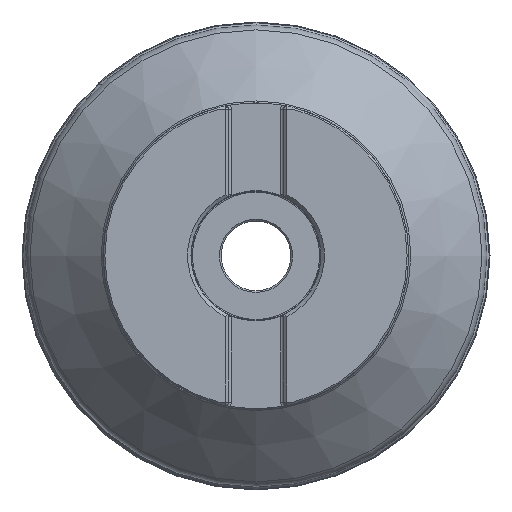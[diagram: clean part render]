
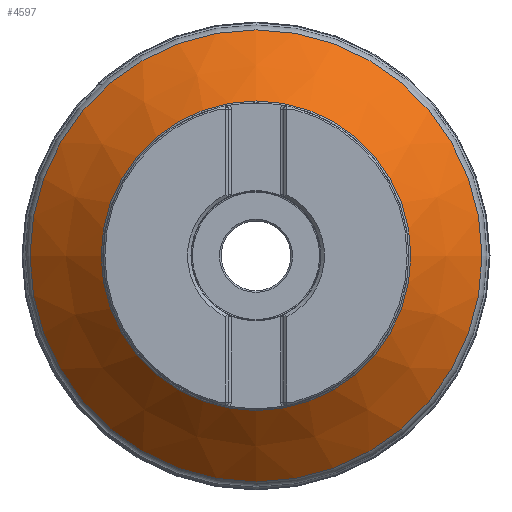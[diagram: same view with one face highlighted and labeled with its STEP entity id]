
A CAD part, top view. The second image highlights one B-rep face of the part: STEP entity #4597.
In plain terms, the highlighted conical face has half-angle 45 degrees and reference radius 45 mm.
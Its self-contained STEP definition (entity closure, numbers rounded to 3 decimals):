
#4519=CONICAL_SURFACE('',#27116,45.,45.);
#4597=ADVANCED_FACE('',(#8506,#8507),#4519,.T.);
#8506=FACE_BOUND('',#8765,.T.);
#8507=FACE_BOUND('',#8766,.T.);
#8765=EDGE_LOOP('',(#10693));
#8766=EDGE_LOOP('',(#10694));
#10693=ORIENTED_EDGE('',*,*,#20922,.T.);
#10694=ORIENTED_EDGE('',*,*,#20921,.T.);
#18561=VERTEX_POINT('',#35543);
#18562=VERTEX_POINT('',#35546);
#20921=EDGE_CURVE('',#18561,#18561,#24864,.T.);
#20922=EDGE_CURVE('',#18562,#18562,#24865,.T.);
#24864=CIRCLE('',#27113,66.536);
#24865=CIRCLE('',#27115,45.586);
#27113=AXIS2_PLACEMENT_3D('',#35542,#29627,#29628);
#27115=AXIS2_PLACEMENT_3D('',#35545,#29631,#29632);
#27116=AXIS2_PLACEMENT_3D('',#35547,#29633,#29634);
#29627=DIRECTION('',(0.,0.,1.));
#29628=DIRECTION('',(1.,0.,0.));
#29631=DIRECTION('',(0.,0.,-1.));
#29632=DIRECTION('',(-1.,0.,0.));
#29633=DIRECTION('',(0.,0.,-1.));
#29634=DIRECTION('',(-1.,0.,0.));
#35542=CARTESIAN_POINT('',(0.,0.,-34.536));
#35543=CARTESIAN_POINT('',(66.536,0.,-34.536));
#35545=CARTESIAN_POINT('',(0.,0.,-13.586));
#35546=CARTESIAN_POINT('',(-45.586,0.,-13.586));
#35547=CARTESIAN_POINT('',(0.,0.,-13.));
